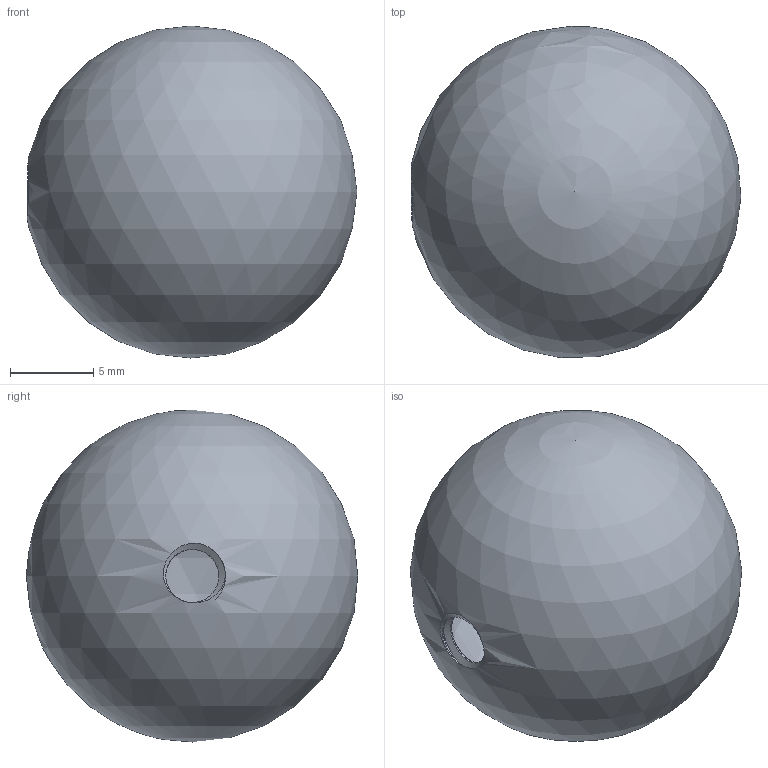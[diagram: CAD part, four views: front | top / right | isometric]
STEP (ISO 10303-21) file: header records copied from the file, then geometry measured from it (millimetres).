
FILE_DESCRIPTION(/* description */ (''),/* implementation_level */ '2;1');
FILE_NAME(/* name */ 'Hohlkugel_mit_einseitiger_Gewindebuchse_X137.stp',/* time_stamp */ '2017-05-31T10:53:07+02:00',/* author */ (''),/* organization */ (''),/* preprocessor_version */ 'ST-DEVELOPER v16',/* originating_system */ 'SIEMENS PLM Software NX 11.0',/* authorisation */ '');
FILE_SCHEMA (('AUTOMOTIVE_DESIGN { 1 0 10303 214 3 1 1 1 }'));
Length unit declared in the file: millimetre
Products named in the file (1): Goge2404B7CEt5w9
Bounding box: 19.87 x 19.96 x 20 mm (x, y, z)
Volume: 1124.6 mm3; surface area: 2272.7 mm2
Topology: 1 solids, 1 shells, 6 faces, 18 edges, 12 vertices
Faces by surface type: sphere 2, cylinder 2, bspline 2
Entity records: 790 total; most frequent: CARTESIAN_POINT 647, ORIENTED_EDGE 24, DIRECTION 18, EDGE_CURVE 12, AXIS2_PLACEMENT_3D 9, VERTEX_POINT 8, B_SPLINE_CURVE_WITH_KNOTS 8, ADVANCED_FACE 6
